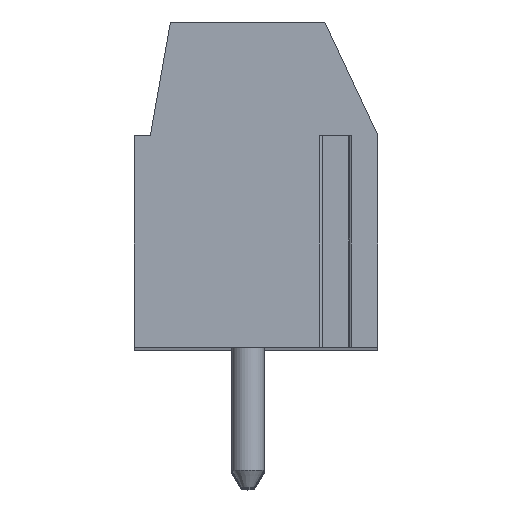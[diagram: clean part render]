
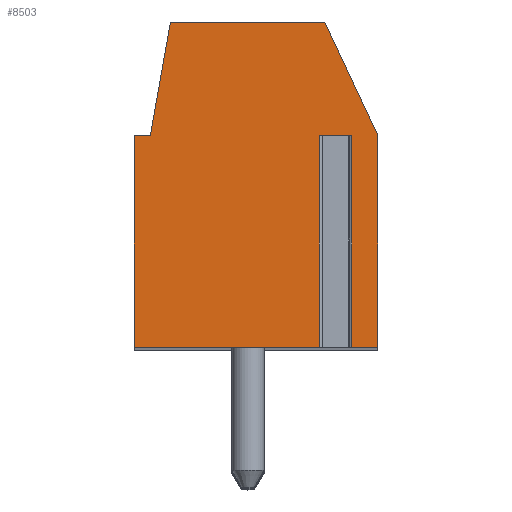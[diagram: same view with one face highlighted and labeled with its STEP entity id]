
A CAD part, top view. The second image highlights one B-rep face of the part: STEP entity #8503.
In plain terms, the highlighted planar face has unit normal (0, 0, 1).
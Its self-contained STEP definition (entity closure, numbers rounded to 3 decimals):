
#271=DIRECTION('',(-1.,0.,0.));
#272=VECTOR('',#271,0.996);
#273=CARTESIAN_POINT('',(2.948,1.5,52.5));
#274=LINE('',#273,#272);
#275=DIRECTION('',(0.,-1.,0.));
#276=VECTOR('',#275,6.5);
#277=CARTESIAN_POINT('',(1.952,1.5,52.5));
#278=LINE('',#277,#276);
#279=DIRECTION('',(1.,0.,0.));
#280=VECTOR('',#279,5.702);
#281=CARTESIAN_POINT('',(-3.75,-5.,52.5));
#282=LINE('',#281,#280);
#283=DIRECTION('',(0.,-1.,0.));
#284=VECTOR('',#283,6.5);
#285=CARTESIAN_POINT('',(-3.75,1.5,52.5));
#286=LINE('',#285,#284);
#287=DIRECTION('',(-1.,0.,0.));
#288=VECTOR('',#287,0.5);
#289=CARTESIAN_POINT('',(-3.25,1.5,52.5));
#290=LINE('',#289,#288);
#291=DIRECTION('',(-0.174,-0.985,0.));
#292=VECTOR('',#291,3.554);
#293=CARTESIAN_POINT('',(-2.633,5.,52.5));
#294=LINE('',#293,#292);
#295=DIRECTION('',(-1.,0.,0.));
#296=VECTOR('',#295,4.751);
#297=CARTESIAN_POINT('',(2.118,5.,52.5));
#298=LINE('',#297,#296);
#299=DIRECTION('',(-0.423,0.906,0.));
#300=VECTOR('',#299,3.862);
#301=CARTESIAN_POINT('',(3.75,1.5,52.5));
#302=LINE('',#301,#300);
#303=DIRECTION('',(0.,1.,0.));
#304=VECTOR('',#303,6.5);
#305=CARTESIAN_POINT('',(3.75,-5.,52.5));
#306=LINE('',#305,#304);
#307=DIRECTION('',(1.,0.,0.));
#308=VECTOR('',#307,0.802);
#309=CARTESIAN_POINT('',(2.948,-5.,52.5));
#310=LINE('',#309,#308);
#311=DIRECTION('',(0.,-1.,0.));
#312=VECTOR('',#311,6.5);
#313=CARTESIAN_POINT('',(2.948,1.5,52.5));
#314=LINE('',#313,#312);
#6523=CARTESIAN_POINT('',(3.75,-5.,52.5));
#6524=CARTESIAN_POINT('',(3.75,1.5,52.5));
#6525=VERTEX_POINT('',#6523);
#6526=VERTEX_POINT('',#6524);
#6527=CARTESIAN_POINT('',(2.118,5.,52.5));
#6528=VERTEX_POINT('',#6527);
#6529=CARTESIAN_POINT('',(-2.633,5.,52.5));
#6530=VERTEX_POINT('',#6529);
#6531=CARTESIAN_POINT('',(-3.25,1.5,52.5));
#6532=VERTEX_POINT('',#6531);
#6533=CARTESIAN_POINT('',(-3.75,1.5,52.5));
#6534=VERTEX_POINT('',#6533);
#6535=CARTESIAN_POINT('',(-3.75,-5.,52.5));
#6536=VERTEX_POINT('',#6535);
#6581=CARTESIAN_POINT('',(2.948,1.5,52.5));
#6582=CARTESIAN_POINT('',(1.952,1.5,52.5));
#6583=VERTEX_POINT('',#6581);
#6584=VERTEX_POINT('',#6582);
#6585=CARTESIAN_POINT('',(2.948,-5.,52.5));
#6586=VERTEX_POINT('',#6585);
#6587=CARTESIAN_POINT('',(1.952,-5.,52.5));
#6588=VERTEX_POINT('',#6587);
#8477=CARTESIAN_POINT('',(0.,0.,52.5));
#8478=DIRECTION('',(0.,0.,1.));
#8479=DIRECTION('',(1.,0.,0.));
#8480=AXIS2_PLACEMENT_3D('',#8477,#8478,#8479);
#8481=PLANE('',#8480);
#8483=ORIENTED_EDGE('',*,*,#8482,.T.);
#8485=ORIENTED_EDGE('',*,*,#8484,.T.);
#8486=ORIENTED_EDGE('',*,*,#8379,.F.);
#8488=ORIENTED_EDGE('',*,*,#8487,.F.);
#8490=ORIENTED_EDGE('',*,*,#8489,.F.);
#8492=ORIENTED_EDGE('',*,*,#8491,.F.);
#8494=ORIENTED_EDGE('',*,*,#8493,.F.);
#8496=ORIENTED_EDGE('',*,*,#8495,.F.);
#8498=ORIENTED_EDGE('',*,*,#8497,.F.);
#8499=ORIENTED_EDGE('',*,*,#8358,.F.);
#8500=ORIENTED_EDGE('',*,*,#8467,.F.);
#8501=EDGE_LOOP('',(#8483,#8485,#8486,#8488,#8490,#8492,#8494,#8496,#8498,#8499,
#8500));
#8502=FACE_OUTER_BOUND('',#8501,.F.);
#8358=EDGE_CURVE('',#6586,#6525,#310,.T.);
#8379=EDGE_CURVE('',#6536,#6588,#282,.T.);
#8467=EDGE_CURVE('',#6583,#6586,#314,.T.);
#8482=EDGE_CURVE('',#6583,#6584,#274,.T.);
#8484=EDGE_CURVE('',#6584,#6588,#278,.T.);
#8487=EDGE_CURVE('',#6534,#6536,#286,.T.);
#8489=EDGE_CURVE('',#6532,#6534,#290,.T.);
#8491=EDGE_CURVE('',#6530,#6532,#294,.T.);
#8493=EDGE_CURVE('',#6528,#6530,#298,.T.);
#8495=EDGE_CURVE('',#6526,#6528,#302,.T.);
#8497=EDGE_CURVE('',#6525,#6526,#306,.T.);
#8503=ADVANCED_FACE('',(#8502),#8481,.T.);
